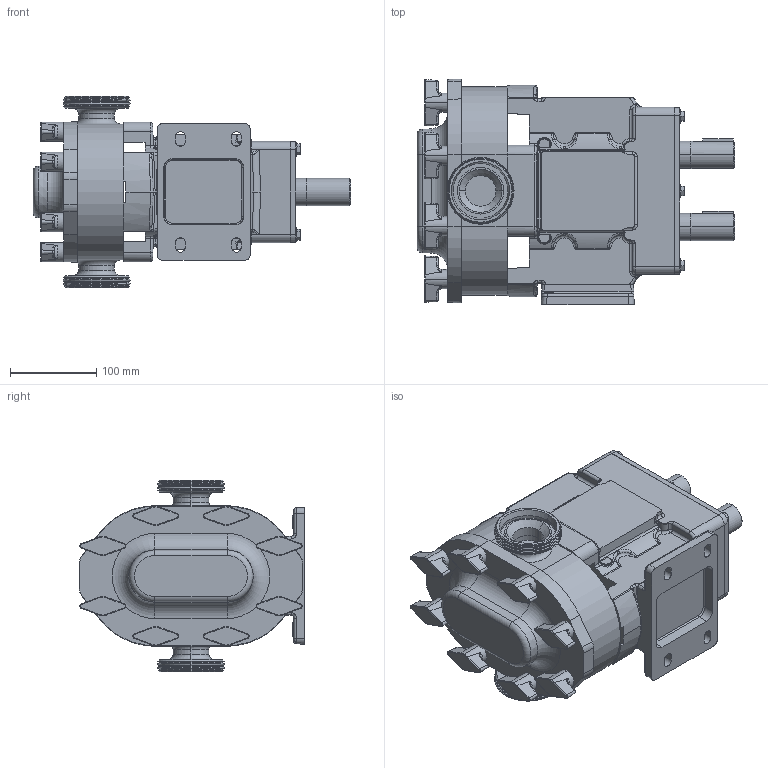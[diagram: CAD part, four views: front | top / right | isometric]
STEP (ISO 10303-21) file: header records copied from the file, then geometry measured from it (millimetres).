
FILE_DESCRIPTION (( 'STEP AP214' ), '1' );
FILE_NAME ('TRA10-0300-018.STEP', '2024-11-06T22:11:36', ( '' ), ( '' ), 'SwSTEP 2.0', 'SolidWorks 2023', '' );
FILE_SCHEMA (( 'AUTOMOTIVE_DESIGN' ));
Length unit declared in the file: millimetre
Products named in the file (5): TRA10-0300-BODY; TRA10-0300-COVER-STD; TRA10-0300-018; TRA10-0300-GEARBOX-H; 0300DIN11851-20
Assembly tree (5 placements, depth 2):
  TRA10-0300-018
    TRA10-0300-GEARBOX-H
    TRA10-0300-BODY
    TRA10-0300-COVER-STD
    0300DIN11851-20  x2
Bounding box: 368.81 x 262.34 x 222.25 mm (x, y, z)
Volume: 7584862.6 mm3; surface area: 498961 mm2
Topology: 5 solids, 5 shells, 1158 faces, 2837 edges, 1692 vertices
Faces by surface type: cylinder 353, plane 287, bspline 228, torus 172, cone 104, sphere 14
Entity records: 41956 total; most frequent: CARTESIAN_POINT 18099, ORIENTED_EDGE 5386, DIRECTION 4550, EDGE_CURVE 2693, AXIS2_PLACEMENT_3D 1811, VERTEX_POINT 1630, EDGE_LOOP 1149, ADVANCED_FACE 1105
